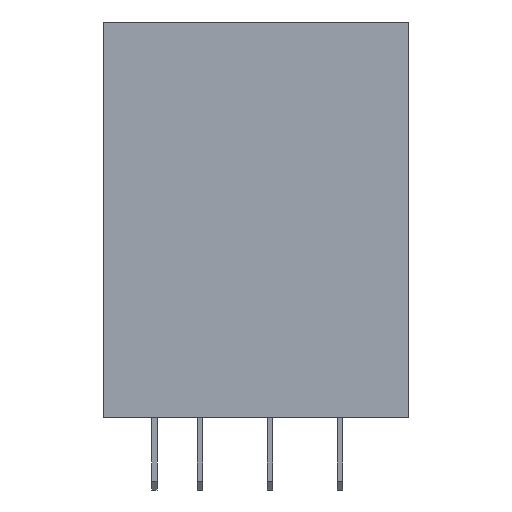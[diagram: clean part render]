
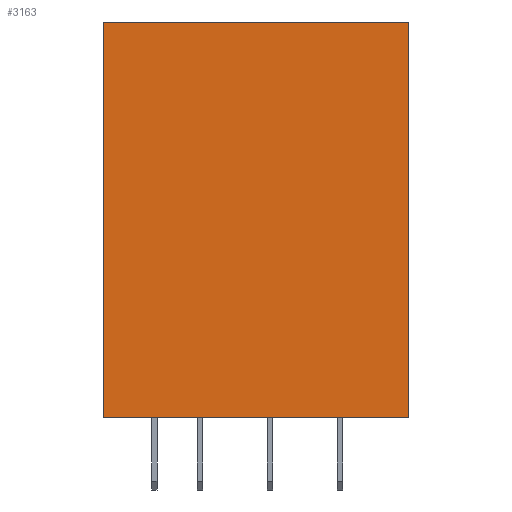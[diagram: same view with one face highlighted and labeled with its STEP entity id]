
A CAD part, left-side view. The second image highlights one B-rep face of the part: STEP entity #3163.
In plain terms, the highlighted planar face has unit normal (-1, 0, 0).
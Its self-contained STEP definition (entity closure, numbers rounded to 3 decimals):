
#3120=AXIS2_PLACEMENT_3D('Plane Axis2P3D',#3117,#3118,#3119) ;
#36=CARTESIAN_POINT('Line Origine',(0.,8.25,42.05)) ;
#40=CARTESIAN_POINT('Vertex',(0.,16.5,42.05)) ;
#42=CARTESIAN_POINT('Vertex',(0.,0.,42.05)) ;
#3117=CARTESIAN_POINT('Axis2P3D Location',(0.,27.5,42.1)) ;
#3122=CARTESIAN_POINT('Line Origine',(0.,16.5,42.075)) ;
#3126=CARTESIAN_POINT('Vertex',(0.,16.5,42.1)) ;
#3129=CARTESIAN_POINT('Line Origine',(0.,22.,42.1)) ;
#3133=CARTESIAN_POINT('Vertex',(0.,27.5,42.1)) ;
#3136=CARTESIAN_POINT('Line Origine',(0.,27.5,24.3)) ;
#3140=CARTESIAN_POINT('Vertex',(0.,27.5,6.5)) ;
#3143=CARTESIAN_POINT('Line Origine',(0.,13.75,6.5)) ;
#3147=CARTESIAN_POINT('Vertex',(0.,0.,6.5)) ;
#3150=CARTESIAN_POINT('Line Origine',(0.,0.,24.275)) ;
#37=DIRECTION('Vector Direction',(0.,-1.,0.)) ;
#3118=DIRECTION('Axis2P3D Direction',(1.,0.,0.)) ;
#3119=DIRECTION('Axis2P3D XDirection',(0.,0.,1.)) ;
#3123=DIRECTION('Vector Direction',(0.,0.,-1.)) ;
#3130=DIRECTION('Vector Direction',(0.,-1.,0.)) ;
#3137=DIRECTION('Vector Direction',(0.,0.,1.)) ;
#3144=DIRECTION('Vector Direction',(0.,1.,0.)) ;
#3151=DIRECTION('Vector Direction',(0.,0.,-1.)) ;
#38=VECTOR('Line Direction',#37,1.) ;
#3124=VECTOR('Line Direction',#3123,1.) ;
#3131=VECTOR('Line Direction',#3130,1.) ;
#3138=VECTOR('Line Direction',#3137,1.) ;
#3145=VECTOR('Line Direction',#3144,1.) ;
#3152=VECTOR('Line Direction',#3151,1.) ;
#3156=ORIENTED_EDGE('',*,*,#44,.F.) ;
#3157=ORIENTED_EDGE('',*,*,#3128,.F.) ;
#3158=ORIENTED_EDGE('',*,*,#3135,.F.) ;
#3159=ORIENTED_EDGE('',*,*,#3142,.F.) ;
#3160=ORIENTED_EDGE('',*,*,#3149,.F.) ;
#3161=ORIENTED_EDGE('',*,*,#3154,.F.) ;
#3163=ADVANCED_FACE('Relais',(#3162),#3121,.F.) ;
#44=EDGE_CURVE('',#41,#43,#39,.T.) ;
#3128=EDGE_CURVE('',#3127,#41,#3125,.T.) ;
#3135=EDGE_CURVE('',#3134,#3127,#3132,.T.) ;
#3142=EDGE_CURVE('',#3141,#3134,#3139,.T.) ;
#3149=EDGE_CURVE('',#3148,#3141,#3146,.T.) ;
#3154=EDGE_CURVE('',#43,#3148,#3153,.T.) ;
#3155=EDGE_LOOP('',(#3156,#3157,#3158,#3159,#3160,#3161)) ;
#3162=FACE_OUTER_BOUND('',#3155,.T.) ;
#39=LINE('Line',#36,#38) ;
#3125=LINE('Line',#3122,#3124) ;
#3132=LINE('Line',#3129,#3131) ;
#3139=LINE('Line',#3136,#3138) ;
#3146=LINE('Line',#3143,#3145) ;
#3153=LINE('Line',#3150,#3152) ;
#3121=PLANE('',#3120) ;
#41=VERTEX_POINT('',#40) ;
#43=VERTEX_POINT('',#42) ;
#3127=VERTEX_POINT('',#3126) ;
#3134=VERTEX_POINT('',#3133) ;
#3141=VERTEX_POINT('',#3140) ;
#3148=VERTEX_POINT('',#3147) ;
